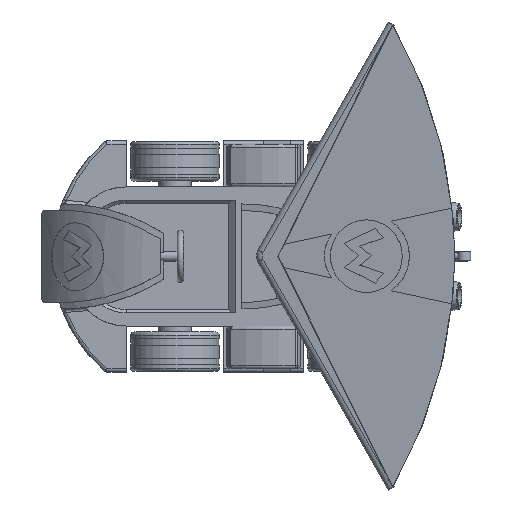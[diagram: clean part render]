
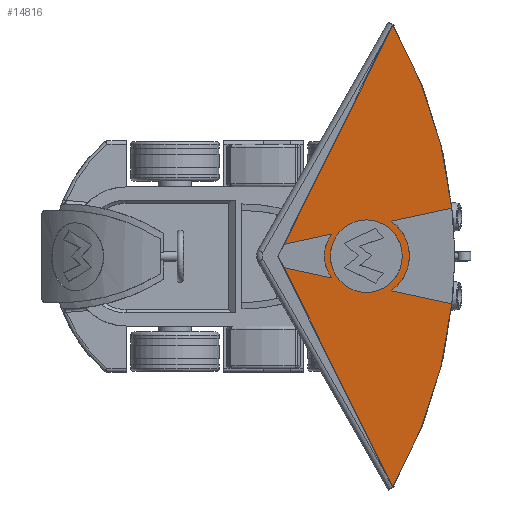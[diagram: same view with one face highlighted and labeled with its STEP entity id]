
A CAD part, top view. The second image highlights one B-rep face of the part: STEP entity #14816.
In plain terms, the highlighted planar face has unit normal (-0.149, 0, 0.989).
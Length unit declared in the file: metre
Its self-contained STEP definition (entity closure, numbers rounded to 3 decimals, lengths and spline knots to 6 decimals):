
#843=CIRCLE('',#19022,0.07);
#844=CIRCLE('',#19023,0.0065);
#845=CIRCLE('',#19024,0.07);
#846=CIRCLE('',#19025,0.0055);
#847=CIRCLE('',#19026,0.005528);
#1783=ORIENTED_EDGE('',*,*,#6091,.F.);
#1784=ORIENTED_EDGE('',*,*,#6092,.T.);
#1785=ORIENTED_EDGE('',*,*,#6093,.F.);
#1786=ORIENTED_EDGE('',*,*,#6094,.T.);
#1787=ORIENTED_EDGE('',*,*,#6095,.T.);
#1788=ORIENTED_EDGE('',*,*,#6096,.T.);
#1789=ORIENTED_EDGE('',*,*,#6097,.F.);
#1790=ORIENTED_EDGE('',*,*,#6098,.T.);
#1791=ORIENTED_EDGE('',*,*,#6099,.F.);
#1792=ORIENTED_EDGE('',*,*,#6100,.T.);
#1793=ORIENTED_EDGE('',*,*,#6101,.T.);
#1794=ORIENTED_EDGE('',*,*,#6102,.T.);
#1795=ORIENTED_EDGE('',*,*,#6103,.F.);
#6091=EDGE_CURVE('',#8245,#8246,#9621,.T.);
#6092=EDGE_CURVE('',#8245,#8247,#9622,.T.);
#6093=EDGE_CURVE('',#8248,#8247,#9623,.T.);
#6094=EDGE_CURVE('',#8248,#8249,#843,.T.);
#6095=EDGE_CURVE('',#8249,#8250,#9624,.T.);
#6096=EDGE_CURVE('',#8250,#8251,#844,.T.);
#6097=EDGE_CURVE('',#8252,#8251,#9625,.T.);
#6098=EDGE_CURVE('',#8252,#8253,#845,.T.);
#6099=EDGE_CURVE('',#8254,#8253,#9626,.T.);
#6100=EDGE_CURVE('',#8254,#8255,#9627,.T.);
#6101=EDGE_CURVE('',#8255,#8256,#9628,.T.);
#6102=EDGE_CURVE('',#8256,#8246,#846,.T.);
#6103=EDGE_CURVE('',#8257,#8257,#847,.T.);
#8245=VERTEX_POINT('',#25816);
#8246=VERTEX_POINT('',#25817);
#8247=VERTEX_POINT('',#25819);
#8248=VERTEX_POINT('',#25821);
#8249=VERTEX_POINT('',#25823);
#8250=VERTEX_POINT('',#25825);
#8251=VERTEX_POINT('',#25827);
#8252=VERTEX_POINT('',#25829);
#8253=VERTEX_POINT('',#25831);
#8254=VERTEX_POINT('',#25833);
#8255=VERTEX_POINT('',#25835);
#8256=VERTEX_POINT('',#25837);
#8257=VERTEX_POINT('',#25840);
#9621=LINE('',#25815,#10654);
#9622=LINE('',#25818,#10655);
#9623=LINE('',#25820,#10656);
#9624=LINE('',#25824,#10657);
#9625=LINE('',#25828,#10658);
#9626=LINE('',#25832,#10659);
#9627=LINE('',#25834,#10660);
#9628=LINE('',#25836,#10661);
#10654=VECTOR('',#20944,1.);
#10655=VECTOR('',#20945,1.);
#10656=VECTOR('',#20946,1.);
#10657=VECTOR('',#20949,1.);
#10658=VECTOR('',#20952,1.);
#10659=VECTOR('',#20955,1.);
#10660=VECTOR('',#20956,1.);
#10661=VECTOR('',#20957,1.);
#11687=EDGE_LOOP('',(#1783,#1784,#1785,#1786,#1787,#1788,#1789,#1790,#1791,
#1792,#1793,#1794));
#11688=EDGE_LOOP('',(#1795));
#12829=FACE_BOUND('',#11687,.T.);
#12830=FACE_BOUND('',#11688,.T.);
#13971=PLANE('',#19021);
#14816=ADVANCED_FACE('',(#12829,#12830),#13971,.T.);
#19021=AXIS2_PLACEMENT_3D('',#25814,#20942,#20943);
#19022=AXIS2_PLACEMENT_3D('',#25822,#20947,#20948);
#19023=AXIS2_PLACEMENT_3D('',#25826,#20950,#20951);
#19024=AXIS2_PLACEMENT_3D('',#25830,#20953,#20954);
#19025=AXIS2_PLACEMENT_3D('',#25838,#20958,#20959);
#19026=AXIS2_PLACEMENT_3D('',#25839,#20960,#20961);
#20942=DIRECTION('',(-0.149,0.,0.989));
#20943=DIRECTION('',(0.989,0.,0.149));
#20944=DIRECTION('',(0.967,-0.208,0.146));
#20945=DIRECTION('',(0.444,-0.894,0.067));
#20946=DIRECTION('',(-0.856,-0.5,-0.129));
#20947=DIRECTION('',(-0.149,0.,0.989));
#20948=DIRECTION('',(0.989,0.,0.149));
#20949=DIRECTION('',(-0.967,0.208,-0.146));
#20950=DIRECTION('',(-0.149,0.,0.989));
#20951=DIRECTION('',(0.989,0.,0.149));
#20952=DIRECTION('',(-0.967,-0.208,-0.146));
#20953=DIRECTION('',(-0.149,0.,0.989));
#20954=DIRECTION('',(0.989,0.,0.149));
#20955=DIRECTION('',(0.856,-0.5,0.129));
#20956=DIRECTION('',(-0.444,-0.894,-0.067));
#20957=DIRECTION('',(0.967,0.208,0.146));
#20958=DIRECTION('',(-0.149,0.,0.989));
#20959=DIRECTION('',(0.989,0.,0.149));
#20960=DIRECTION('',(-0.149,0.,0.989));
#20961=DIRECTION('',(0.989,0.,0.149));
#25814=CARTESIAN_POINT('',(0.02166,0.,0.047046));
#25815=CARTESIAN_POINT('',(0.012764,-0.00257,0.045708));
#25816=CARTESIAN_POINT('',(0.009137,-0.00179,0.045162));
#25817=CARTESIAN_POINT('',(0.016392,-0.003349,0.046254));
#25818=CARTESIAN_POINT('',(0.016973,-0.017581,0.046341));
#25819=CARTESIAN_POINT('',(0.02569,-0.035148,0.047653));
#25820=CARTESIAN_POINT('',(0.037717,-0.028126,0.049462));
#25821=CARTESIAN_POINT('',(0.025701,-0.035141,0.047654));
#25822=CARTESIAN_POINT('',(-0.034165,0.,0.038647));
#25823=CARTESIAN_POINT('',(0.034681,-0.00728,0.049005));
#25824=CARTESIAN_POINT('',(0.030086,-0.006293,0.048314));
#25825=CARTESIAN_POINT('',(0.025492,-0.005305,0.047623));
#25826=CARTESIAN_POINT('',(0.021778,0.,0.047064));
#25827=CARTESIAN_POINT('',(0.025492,0.005305,0.047623));
#25828=CARTESIAN_POINT('',(0.030086,0.006293,0.048314));
#25829=CARTESIAN_POINT('',(0.034681,0.00728,0.049005));
#25830=CARTESIAN_POINT('',(-0.034165,0.,0.038647));
#25831=CARTESIAN_POINT('',(0.025701,0.035141,0.047654));
#25832=CARTESIAN_POINT('',(0.025273,0.035391,0.04759));
#25833=CARTESIAN_POINT('',(0.02569,0.035148,0.047653));
#25834=CARTESIAN_POINT('',(0.016973,0.017581,0.046341));
#25835=CARTESIAN_POINT('',(0.009137,0.00179,0.045162));
#25836=CARTESIAN_POINT('',(0.012764,0.00257,0.045708));
#25837=CARTESIAN_POINT('',(0.016392,0.003349,0.046254));
#25838=CARTESIAN_POINT('',(0.020706,0.,0.046903));
#25839=CARTESIAN_POINT('',(0.021658,-0.00003,0.047046));
#25840=CARTESIAN_POINT('',(0.027125,-0.00003,0.047868));
